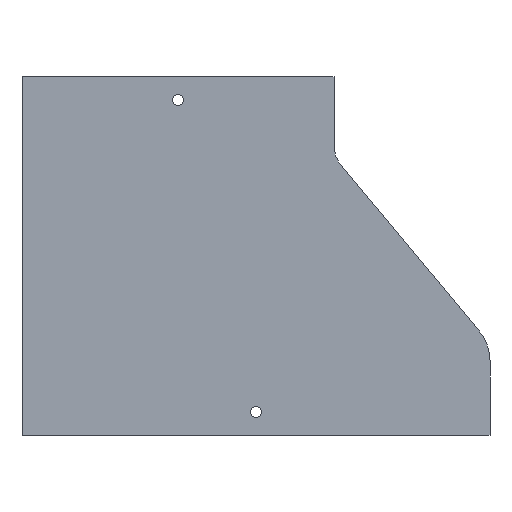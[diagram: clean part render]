
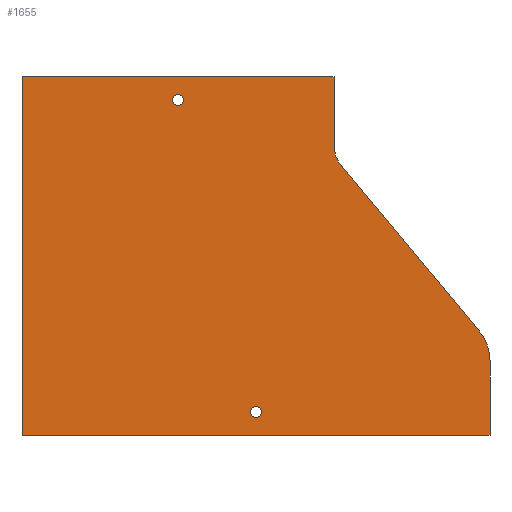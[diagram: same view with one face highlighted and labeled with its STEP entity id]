
A CAD part, front view. The second image highlights one B-rep face of the part: STEP entity #1655.
In plain terms, the highlighted planar face has unit normal (0, -1, 0).
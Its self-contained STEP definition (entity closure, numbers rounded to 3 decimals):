
#27 = LINE ( 'NONE', #1341, #34 ) ;
#34 = VECTOR ( 'NONE', #1325, 1000. ) ;
#70 = LINE ( 'NONE', #1399, #73 ) ;
#73 = VECTOR ( 'NONE', #1400, 1000. ) ;
#107 = VERTEX_POINT ( 'NONE', #1449 ) ;
#110 = VERTEX_POINT ( 'NONE', #1442 ) ;
#181 = EDGE_LOOP ( 'NONE', ( #296 ) ) ;
#185 = EDGE_LOOP ( 'NONE', ( #297 ) ) ;
#296 = ORIENTED_EDGE ( 'NONE', *, *, #1689, .F. ) ;
#297 = ORIENTED_EDGE ( 'NONE', *, *, #1690, .F. ) ;
#298 = ORIENTED_EDGE ( 'NONE', *, *, #1692, .F. ) ;
#299 = ORIENTED_EDGE ( 'NONE', *, *, #1719, .F. ) ;
#300 = ORIENTED_EDGE ( 'NONE', *, *, #1681, .F. ) ;
#301 = ORIENTED_EDGE ( 'NONE', *, *, #1801, .T. ) ;
#302 = ORIENTED_EDGE ( 'NONE', *, *, #1715, .T. ) ;
#303 = ORIENTED_EDGE ( 'NONE', *, *, #1713, .T. ) ;
#304 = ORIENTED_EDGE ( 'NONE', *, *, #1717, .T. ) ;
#305 = ORIENTED_EDGE ( 'NONE', *, *, #1777, .T. ) ;
#573 = FACE_OUTER_BOUND ( 'NONE', #1487, .T. ) ;
#578 = FACE_BOUND ( 'NONE', #181, .T. ) ;
#583 = FACE_BOUND ( 'NONE', #185, .T. ) ;
#614 = LINE ( 'NONE', #1046, #621 ) ;
#621 = VECTOR ( 'NONE', #1104, 1000. ) ;
#633 = CIRCLE ( 'NONE', #780, 3.5 ) ;
#636 = LINE ( 'NONE', #1093, #638 ) ;
#637 = CIRCLE ( 'NONE', #779, 3.5 ) ;
#638 = VECTOR ( 'NONE', #1201, 1000. ) ;
#677 = LINE ( 'NONE', #1170, #680 ) ;
#679 = CIRCLE ( 'NONE', #772, 20. ) ;
#680 = VECTOR ( 'NONE', #1171, 1000. ) ;
#681 = CIRCLE ( 'NONE', #774, 30. ) ;
#686 = LINE ( 'NONE', #1214, #689 ) ;
#689 = VECTOR ( 'NONE', #1211, 1000. ) ;
#772 = AXIS2_PLACEMENT_3D ( 'NONE', #1165, #1166, #1213 ) ;
#774 = AXIS2_PLACEMENT_3D ( 'NONE', #1161, #1162, #1070 ) ;
#779 = AXIS2_PLACEMENT_3D ( 'NONE', #1203, #1092, #1082 ) ;
#780 = AXIS2_PLACEMENT_3D ( 'NONE', #1204, #1205, #1206 ) ;
#798 = AXIS2_PLACEMENT_3D ( 'NONE', #1061, #1059, #1250 ) ;
#849 = CARTESIAN_POINT ( 'NONE',  ( 0., 0., 0. ) ) ;
#884 = CARTESIAN_POINT ( 'NONE',  ( 293.047, 0., -163.035 ) ) ;
#911 = CARTESIAN_POINT ( 'NONE',  ( 300., 0., -182.241 ) ) ;
#919 = CARTESIAN_POINT ( 'NONE',  ( 300., 0., -230. ) ) ;
#978 = CARTESIAN_POINT ( 'NONE',  ( 204.636, 0., -56.942 ) ) ;
#979 = CARTESIAN_POINT ( 'NONE',  ( 0., 0., -230. ) ) ;
#983 = CARTESIAN_POINT ( 'NONE',  ( 200., 0., -44.139 ) ) ;
#990 = CARTESIAN_POINT ( 'NONE',  ( 200., 0., 0. ) ) ;
#1046 = CARTESIAN_POINT ( 'NONE',  ( -300., 0., -230. ) ) ;
#1059 = DIRECTION ( 'NONE',  ( 0., 1., 0. ) ) ;
#1061 = CARTESIAN_POINT ( 'NONE',  ( -220., 0., -44.139 ) ) ;
#1070 = DIRECTION ( 'NONE',  ( 0., 0., 1. ) ) ;
#1082 = DIRECTION ( 'NONE',  ( 0., 0., -1. ) ) ;
#1092 = DIRECTION ( 'NONE',  ( 0., -1., 0. ) ) ;
#1093 = CARTESIAN_POINT ( 'NONE',  ( -200., 0., 0. ) ) ;
#1104 = DIRECTION ( 'NONE',  ( -1., 0., 0. ) ) ;
#1149 = PLANE ( 'NONE',  #798 ) ;
#1161 = CARTESIAN_POINT ( 'NONE',  ( 270., 0., -182.241 ) ) ;
#1162 = DIRECTION ( 'NONE',  ( 0., -1., 0. ) ) ;
#1165 = CARTESIAN_POINT ( 'NONE',  ( 220., 0., -44.139 ) ) ;
#1166 = DIRECTION ( 'NONE',  ( 0., 1., 0. ) ) ;
#1170 = CARTESIAN_POINT ( 'NONE',  ( 204.636, 0., -56.942 ) ) ;
#1171 = DIRECTION ( 'NONE',  ( -0.64, 0., 0.768 ) ) ;
#1201 = DIRECTION ( 'NONE',  ( 1., 0., 0. ) ) ;
#1203 = CARTESIAN_POINT ( 'NONE',  ( 100., 0., -15. ) ) ;
#1204 = CARTESIAN_POINT ( 'NONE',  ( 150., 0., -215. ) ) ;
#1205 = DIRECTION ( 'NONE',  ( 0., -1., 0. ) ) ;
#1206 = DIRECTION ( 'NONE',  ( 0., 0., -1. ) ) ;
#1211 = DIRECTION ( 'NONE',  ( 0., 0., 1. ) ) ;
#1213 = DIRECTION ( 'NONE',  ( 0., 0., 1. ) ) ;
#1214 = CARTESIAN_POINT ( 'NONE',  ( 0., 0., 0. ) ) ;
#1250 = DIRECTION ( 'NONE',  ( 0., 0., 1. ) ) ;
#1325 = DIRECTION ( 'NONE',  ( 0., 0., 1. ) ) ;
#1341 = CARTESIAN_POINT ( 'NONE',  ( 200., 0., 0. ) ) ;
#1399 = CARTESIAN_POINT ( 'NONE',  ( 300., 0., -182.241 ) ) ;
#1400 = DIRECTION ( 'NONE',  ( 0., 0., 1. ) ) ;
#1442 = CARTESIAN_POINT ( 'NONE',  ( 100., 0., -18.5 ) ) ;
#1449 = CARTESIAN_POINT ( 'NONE',  ( 150., 0., -218.5 ) ) ;
#1487 = EDGE_LOOP ( 'NONE', ( #298, #299, #300, #301, #302, #303, #304, #305 ) ) ;
#1541 = VERTEX_POINT ( 'NONE', #979 ) ;
#1545 = VERTEX_POINT ( 'NONE', #978 ) ;
#1546 = VERTEX_POINT ( 'NONE', #884 ) ;
#1549 = VERTEX_POINT ( 'NONE', #849 ) ;
#1563 = VERTEX_POINT ( 'NONE', #911 ) ;
#1588 = VERTEX_POINT ( 'NONE', #919 ) ;
#1596 = VERTEX_POINT ( 'NONE', #983 ) ;
#1612 = VERTEX_POINT ( 'NONE', #990 ) ;
#1655 = ADVANCED_FACE ( 'NONE', ( #578, #583, #573 ), #1149, .F. ) ;
#1681 = EDGE_CURVE ( 'NONE', #1588, #1541, #614, .T. ) ;
#1689 = EDGE_CURVE ( 'NONE', #107, #107, #633, .T. ) ;
#1690 = EDGE_CURVE ( 'NONE', #110, #110, #637, .T. ) ;
#1692 = EDGE_CURVE ( 'NONE', #1549, #1612, #636, .T. ) ;
#1713 = EDGE_CURVE ( 'NONE', #1546, #1545, #677, .T. ) ;
#1715 = EDGE_CURVE ( 'NONE', #1563, #1546, #681, .T. ) ;
#1717 = EDGE_CURVE ( 'NONE', #1545, #1596, #679, .T. ) ;
#1719 = EDGE_CURVE ( 'NONE', #1541, #1549, #686, .T. ) ;
#1777 = EDGE_CURVE ( 'NONE', #1596, #1612, #27, .T. ) ;
#1801 = EDGE_CURVE ( 'NONE', #1588, #1563, #70, .T. ) ;
